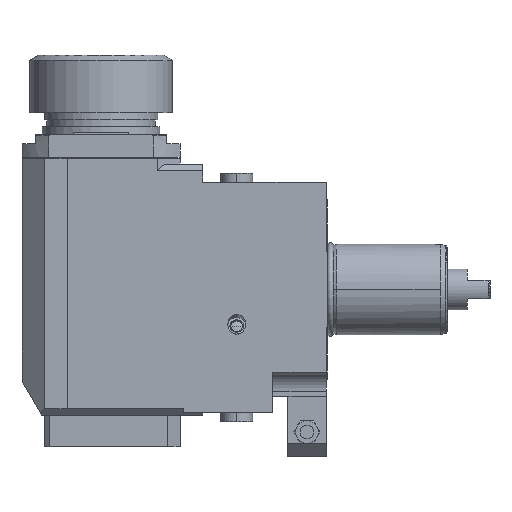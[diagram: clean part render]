
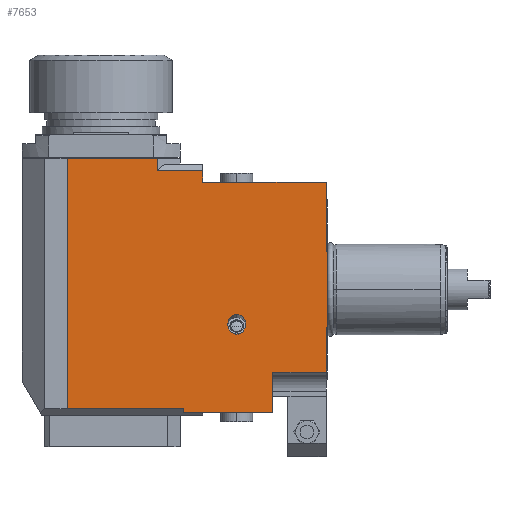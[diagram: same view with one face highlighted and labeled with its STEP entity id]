
A CAD part, front view. The second image highlights one B-rep face of the part: STEP entity #7653.
In plain terms, the highlighted planar face has unit normal (0, -1, 0).
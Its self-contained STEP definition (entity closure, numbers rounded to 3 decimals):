
#1414=DIRECTION('',(0.,0.,-1.));
#1415=VECTOR('',#1414,110.5);
#1416=CARTESIAN_POINT('',(-115.,-38.,58.));
#1417=LINE('',#1416,#1415);
#1418=DIRECTION('',(1.,0.,0.));
#1419=VECTOR('',#1418,39.812);
#1420=CARTESIAN_POINT('',(-115.,-38.,58.));
#1421=LINE('',#1420,#1419);
#1422=DIRECTION('',(-1.,0.,0.));
#1423=VECTOR('',#1422,20.188);
#1424=CARTESIAN_POINT('',(-55.,-38.,52.5));
#1425=LINE('',#1424,#1423);
#1426=DIRECTION('',(0.,0.,1.));
#1427=VECTOR('',#1426,30.819);
#1428=CARTESIAN_POINT('',(-0.5,-38.,16.681));
#1429=LINE('',#1428,#1427);
#1430=DIRECTION('',(-1.,0.,0.));
#1431=VECTOR('',#1430,0.5);
#1432=CARTESIAN_POINT('',(0.,-38.,16.681));
#1433=LINE('',#1432,#1431);
#1434=DIRECTION('',(0.,0.,1.));
#1435=VECTOR('',#1434,33.362);
#1436=CARTESIAN_POINT('',(0.,-38.,-16.681));
#1437=LINE('',#1436,#1435);
#1438=DIRECTION('',(-1.,0.,0.));
#1439=VECTOR('',#1438,0.5);
#1440=CARTESIAN_POINT('',(0.,-38.,-16.681));
#1441=LINE('',#1440,#1439);
#1442=DIRECTION('',(0.,0.,1.));
#1443=VECTOR('',#1442,19.819);
#1444=CARTESIAN_POINT('',(-0.5,-38.,-36.5));
#1445=LINE('',#1444,#1443);
#1446=DIRECTION('',(-1.,0.,0.));
#1447=VECTOR('',#1446,23.5);
#1448=CARTESIAN_POINT('',(-0.5,-38.,-36.5));
#1449=LINE('',#1448,#1447);
#1450=DIRECTION('',(0.,0.,1.));
#1451=VECTOR('',#1450,18.);
#1452=CARTESIAN_POINT('',(-24.,-38.,-54.5));
#1453=LINE('',#1452,#1451);
#1454=DIRECTION('',(-1.,0.,0.));
#1455=VECTOR('',#1454,39.5);
#1456=CARTESIAN_POINT('',(-24.,-38.,-54.5));
#1457=LINE('',#1456,#1455);
#1458=CARTESIAN_POINT('',(-40.,-38.,-19.676));
#1459=CARTESIAN_POINT('',(-40.236,-38.,-19.676));
#1460=CARTESIAN_POINT('',(-40.725,-38.,-19.631));
#1461=CARTESIAN_POINT('',(-41.477,-38.,-19.4));
#1462=CARTESIAN_POINT('',(-42.202,-38.,-18.995));
#1463=CARTESIAN_POINT('',(-42.849,-38.,-18.426));
#1464=CARTESIAN_POINT('',(-43.373,-38.,-17.723));
#1465=CARTESIAN_POINT('',(-43.684,-38.,-17.067));
#1466=CARTESIAN_POINT('',(-43.852,-38.,-16.527));
#1467=CARTESIAN_POINT('',(-43.939,-38.,-16.121));
#1468=CARTESIAN_POINT('',(-43.981,-38.,-15.787));
#1469=CARTESIAN_POINT('',(-43.997,-38.,-15.524));
#1470=CARTESIAN_POINT('',(-44.001,-38.,-15.331));
#1471=CARTESIAN_POINT('',(-43.997,-38.,-15.138));
#1472=CARTESIAN_POINT('',(-43.981,-38.,-14.875));
#1473=CARTESIAN_POINT('',(-43.939,-38.,-14.541));
#1474=CARTESIAN_POINT('',(-43.852,-38.,-14.135));
#1475=CARTESIAN_POINT('',(-43.684,-38.,-13.595));
#1476=CARTESIAN_POINT('',(-43.373,-38.,-12.939));
#1477=CARTESIAN_POINT('',(-42.849,-38.,-12.236));
#1478=CARTESIAN_POINT('',(-42.202,-38.,-11.666));
#1479=CARTESIAN_POINT('',(-41.477,-38.,-11.261));
#1480=CARTESIAN_POINT('',(-40.725,-38.,-11.031));
#1481=CARTESIAN_POINT('',(-40.236,-38.,-10.985));
#1482=CARTESIAN_POINT('',(-40.,-38.,-10.985));
#1484=CARTESIAN_POINT('',(-40.,-38.,-10.985));
#1485=CARTESIAN_POINT('',(-39.764,-38.,-10.985));
#1486=CARTESIAN_POINT('',(-39.275,-38.,-11.031));
#1487=CARTESIAN_POINT('',(-38.523,-38.,-11.261));
#1488=CARTESIAN_POINT('',(-37.798,-38.,-11.666));
#1489=CARTESIAN_POINT('',(-37.151,-38.,-12.236));
#1490=CARTESIAN_POINT('',(-36.627,-38.,-12.939));
#1491=CARTESIAN_POINT('',(-36.316,-38.,-13.595));
#1492=CARTESIAN_POINT('',(-36.148,-38.,-14.135));
#1493=CARTESIAN_POINT('',(-36.061,-38.,-14.541));
#1494=CARTESIAN_POINT('',(-36.019,-38.,-14.875));
#1495=CARTESIAN_POINT('',(-36.003,-38.,-15.138));
#1496=CARTESIAN_POINT('',(-35.999,-38.,-15.331));
#1497=CARTESIAN_POINT('',(-36.003,-38.,-15.524));
#1498=CARTESIAN_POINT('',(-36.019,-38.,-15.787));
#1499=CARTESIAN_POINT('',(-36.061,-38.,-16.121));
#1500=CARTESIAN_POINT('',(-36.148,-38.,-16.527));
#1501=CARTESIAN_POINT('',(-36.316,-38.,-17.067));
#1502=CARTESIAN_POINT('',(-36.627,-38.,-17.723));
#1503=CARTESIAN_POINT('',(-37.151,-38.,-18.426));
#1504=CARTESIAN_POINT('',(-37.798,-38.,-18.995));
#1505=CARTESIAN_POINT('',(-38.523,-38.,-19.4));
#1506=CARTESIAN_POINT('',(-39.275,-38.,-19.631));
#1507=CARTESIAN_POINT('',(-39.764,-38.,-19.676));
#1508=CARTESIAN_POINT('',(-40.,-38.,-19.676));
#1514=DIRECTION('',(0.,0.,-1.));
#1515=VECTOR('',#1514,2.);
#1516=CARTESIAN_POINT('',(-63.5,-38.,-52.5));
#1517=LINE('',#1516,#1515);
#1546=DIRECTION('',(1.,0.,0.));
#1547=VECTOR('',#1546,51.5);
#1548=CARTESIAN_POINT('',(-115.,-38.,-52.5));
#1549=LINE('',#1548,#1547);
#1746=DIRECTION('',(-1.,0.,0.));
#1747=VECTOR('',#1746,54.5);
#1748=CARTESIAN_POINT('',(-0.5,-38.,47.5));
#1749=LINE('',#1748,#1747);
#1760=DIRECTION('',(0.,0.,-1.));
#1761=VECTOR('',#1760,5.);
#1762=CARTESIAN_POINT('',(-55.,-38.,52.5));
#1763=LINE('',#1762,#1761);
#1866=DIRECTION('',(0.,0.,1.));
#1867=VECTOR('',#1866,5.5);
#1868=CARTESIAN_POINT('',(-75.188,-38.,52.5));
#1869=LINE('',#1868,#1867);
#5524=CARTESIAN_POINT('',(-0.5,-38.,16.681));
#5525=CARTESIAN_POINT('',(-0.5,-38.,47.5));
#5526=VERTEX_POINT('',#5524);
#5527=VERTEX_POINT('',#5525);
#5528=CARTESIAN_POINT('',(0.,-38.,-16.681));
#5529=CARTESIAN_POINT('',(-0.5,-38.,-16.681));
#5530=VERTEX_POINT('',#5528);
#5531=VERTEX_POINT('',#5529);
#5532=CARTESIAN_POINT('',(0.,-38.,16.681));
#5533=VERTEX_POINT('',#5532);
#5552=VERTEX_POINT('',#1458);
#5553=VERTEX_POINT('',#1482);
#5554=CARTESIAN_POINT('',(-24.,-38.,-54.5));
#5556=VERTEX_POINT('',#5554);
#5558=CARTESIAN_POINT('',(-24.,-38.,-36.5));
#5559=VERTEX_POINT('',#5558);
#5562=CARTESIAN_POINT('',(-0.5,-38.,-36.5));
#5563=VERTEX_POINT('',#5562);
#5670=CARTESIAN_POINT('',(-63.5,-38.,-54.5));
#5671=VERTEX_POINT('',#5670);
#5728=CARTESIAN_POINT('',(-115.,-38.,58.));
#5729=CARTESIAN_POINT('',(-115.,-38.,-52.5));
#5730=VERTEX_POINT('',#5728);
#5731=VERTEX_POINT('',#5729);
#5750=CARTESIAN_POINT('',(-75.188,-38.,58.));
#5751=VERTEX_POINT('',#5750);
#5764=CARTESIAN_POINT('',(-55.,-38.,52.5));
#5765=VERTEX_POINT('',#5764);
#5766=CARTESIAN_POINT('',(-75.188,-38.,52.5));
#5767=VERTEX_POINT('',#5766);
#5769=CARTESIAN_POINT('',(-63.5,-38.,-52.5));
#5771=VERTEX_POINT('',#5769);
#5780=CARTESIAN_POINT('',(-55.,-38.,47.5));
#5782=VERTEX_POINT('',#5780);
#7611=CARTESIAN_POINT('',(-63.5,-38.,-54.5));
#7612=DIRECTION('',(0.,-1.,0.));
#7613=DIRECTION('',(0.,0.,1.));
#7614=AXIS2_PLACEMENT_3D('',#7611,#7612,#7613);
#7615=PLANE('',#7614);
#7617=ORIENTED_EDGE('',*,*,#7616,.F.);
#7619=ORIENTED_EDGE('',*,*,#7618,.F.);
#7621=ORIENTED_EDGE('',*,*,#7620,.F.);
#7623=ORIENTED_EDGE('',*,*,#7622,.T.);
#7625=ORIENTED_EDGE('',*,*,#7624,.F.);
#7627=ORIENTED_EDGE('',*,*,#7626,.F.);
#7629=ORIENTED_EDGE('',*,*,#7628,.T.);
#7631=ORIENTED_EDGE('',*,*,#7630,.F.);
#7633=ORIENTED_EDGE('',*,*,#7632,.F.);
#7635=ORIENTED_EDGE('',*,*,#7634,.F.);
#7636=ORIENTED_EDGE('',*,*,#7318,.F.);
#7637=ORIENTED_EDGE('',*,*,#7605,.T.);
#7638=ORIENTED_EDGE('',*,*,#7415,.F.);
#7640=ORIENTED_EDGE('',*,*,#7639,.T.);
#7642=ORIENTED_EDGE('',*,*,#7641,.F.);
#7644=ORIENTED_EDGE('',*,*,#7643,.T.);
#7645=EDGE_LOOP('',(#7617,#7619,#7621,#7623,#7625,#7627,#7629,#7631,#7633,#7635,
#7636,#7637,#7638,#7640,#7642,#7644));
#7646=FACE_OUTER_BOUND('',#7645,.F.);
#7648=ORIENTED_EDGE('',*,*,#7647,.F.);
#7650=ORIENTED_EDGE('',*,*,#7649,.F.);
#7651=EDGE_LOOP('',(#7648,#7650));
#7652=FACE_BOUND('',#7651,.F.);
#7653=ADVANCED_FACE('',(#7646,#7652),#7615,.T.);
#1483=B_SPLINE_CURVE_WITH_KNOTS('',3,(#1458,#1459,#1460,#1461,#1462,#1463,#1464,
#1465,#1466,#1467,#1468,#1469,#1470,#1471,#1472,#1473,#1474,#1475,#1476,#1477,
#1478,#1479,#1480,#1481,#1482),.UNSPECIFIED.,.F.,.F.,(4,1,1,1,1,1,1,1,1,1,1,1,1,
1,1,1,1,1,1,1,1,1,4),(0.,0.063,0.125,0.188,0.25,0.313,0.375,
0.406,0.438,0.469,0.484,0.5,0.516,0.531,0.563,
0.594,0.625,0.688,0.75,0.813,0.875,0.938,1.),
.UNSPECIFIED.);
#1509=B_SPLINE_CURVE_WITH_KNOTS('',3,(#1484,#1485,#1486,#1487,#1488,#1489,#1490,
#1491,#1492,#1493,#1494,#1495,#1496,#1497,#1498,#1499,#1500,#1501,#1502,#1503,
#1504,#1505,#1506,#1507,#1508),.UNSPECIFIED.,.F.,.F.,(4,1,1,1,1,1,1,1,1,1,1,1,1,
1,1,1,1,1,1,1,1,1,4),(0.,0.063,0.125,0.188,0.25,0.313,0.375,
0.406,0.438,0.469,0.484,0.5,0.516,0.531,0.563,
0.594,0.625,0.688,0.75,0.813,0.875,0.938,1.),
.UNSPECIFIED.);
#7318=EDGE_CURVE('',#5530,#5533,#1437,.T.);
#7415=EDGE_CURVE('',#5563,#5531,#1445,.T.);
#7605=EDGE_CURVE('',#5530,#5531,#1441,.T.);
#7616=EDGE_CURVE('',#5771,#5671,#1517,.T.);
#7618=EDGE_CURVE('',#5731,#5771,#1549,.T.);
#7620=EDGE_CURVE('',#5730,#5731,#1417,.T.);
#7622=EDGE_CURVE('',#5730,#5751,#1421,.T.);
#7624=EDGE_CURVE('',#5767,#5751,#1869,.T.);
#7626=EDGE_CURVE('',#5765,#5767,#1425,.T.);
#7628=EDGE_CURVE('',#5765,#5782,#1763,.T.);
#7630=EDGE_CURVE('',#5527,#5782,#1749,.T.);
#7632=EDGE_CURVE('',#5526,#5527,#1429,.T.);
#7634=EDGE_CURVE('',#5533,#5526,#1433,.T.);
#7639=EDGE_CURVE('',#5563,#5559,#1449,.T.);
#7641=EDGE_CURVE('',#5556,#5559,#1453,.T.);
#7643=EDGE_CURVE('',#5556,#5671,#1457,.T.);
#7647=EDGE_CURVE('',#5552,#5553,#1483,.T.);
#7649=EDGE_CURVE('',#5553,#5552,#1509,.T.);
